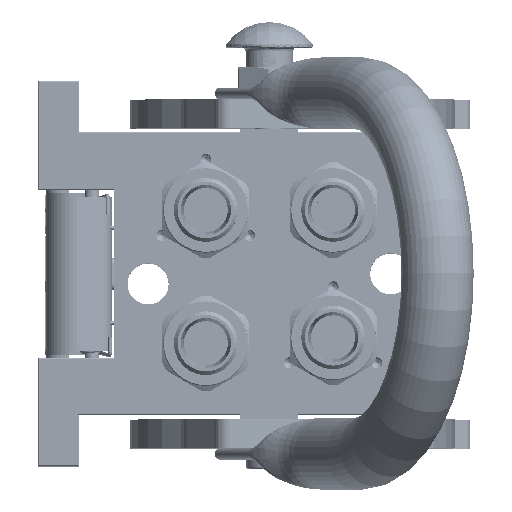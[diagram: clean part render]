
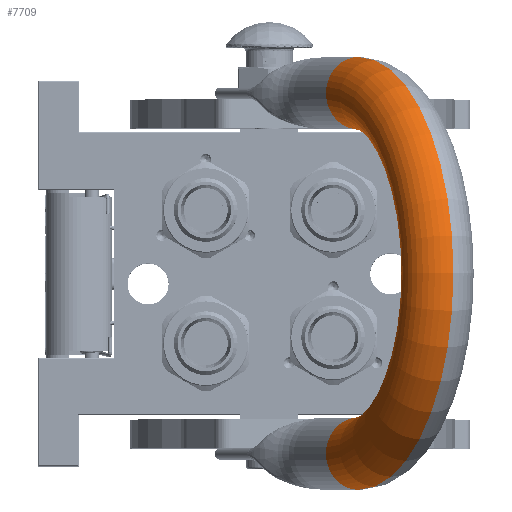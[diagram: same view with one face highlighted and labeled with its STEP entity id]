
A CAD part, top view. The second image highlights one B-rep face of the part: STEP entity #7709.
In plain terms, the highlighted toroidal (fillet/blend) face has major radius 62.25 mm and minor radius 12.5 mm.
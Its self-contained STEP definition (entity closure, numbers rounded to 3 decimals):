
#63 = EDGE_CURVE ( 'NONE', #9286, #8879, #59779, .T. ) ;
#1083 = FACE_OUTER_BOUND ( 'NONE', #63198, .T. ) ;
#1120 = DIRECTION ( 'NONE',  ( -1., 0., 0. ) ) ;
#1945 = DIRECTION ( 'NONE',  ( 1., 0., 0. ) ) ;
#7709 = ADVANCED_FACE ( 'NONE', ( #1083 ), #40766, .T. ) ;
#8879 = VERTEX_POINT ( 'NONE', #73636 ) ;
#9286 = VERTEX_POINT ( 'NONE', #105567 ) ;
#13247 = DIRECTION ( 'NONE',  ( 0., 0., -1. ) ) ;
#19925 = ORIENTED_EDGE ( 'NONE', *, *, #102838, .F. ) ;
#21558 = DIRECTION ( 'NONE',  ( 0., 1., 0. ) ) ;
#28783 = ORIENTED_EDGE ( 'NONE', *, *, #88349, .T. ) ;
#29670 = CARTESIAN_POINT ( 'NONE',  ( 0., 0., 25.25 ) ) ;
#30094 = DIRECTION ( 'NONE',  ( 0., 1., 0. ) ) ;
#32471 = AXIS2_PLACEMENT_3D ( 'NONE', #108016, #117422, #88809 ) ;
#36616 = AXIS2_PLACEMENT_3D ( 'NONE', #41893, #13247, #82283 ) ;
#40766 = TOROIDAL_SURFACE ( 'NONE', #93621, 62.25, 12.5 ) ;
#41893 = CARTESIAN_POINT ( 'NONE',  ( 62.25, 0., 25.25 ) ) ;
#46802 = CIRCLE ( 'NONE', #36616, 12.5 ) ;
#48399 = AXIS2_PLACEMENT_3D ( 'NONE', #107097, #108360, #59813 ) ;
#54038 = VERTEX_POINT ( 'NONE', #115052 ) ;
#54208 = ORIENTED_EDGE ( 'NONE', *, *, #108235, .F. ) ;
#59779 = CIRCLE ( 'NONE', #97132, 49.75 ) ;
#59813 = DIRECTION ( 'NONE',  ( -1., 0., 0. ) ) ;
#60397 = CARTESIAN_POINT ( 'NONE',  ( 0., 0., 25.25 ) ) ;
#61215 = CIRCLE ( 'NONE', #32471, 12.5 ) ;
#63198 = EDGE_LOOP ( 'NONE', ( #97768, #54208, #19925, #28783 ) ) ;
#67771 = CARTESIAN_POINT ( 'NONE',  ( 74.75, 0., 25.25 ) ) ;
#73636 = CARTESIAN_POINT ( 'NONE',  ( 49.75, 0., 25.25 ) ) ;
#77420 = VERTEX_POINT ( 'NONE', #67771 ) ;
#82283 = DIRECTION ( 'NONE',  ( 1., 0., 0. ) ) ;
#88349 = EDGE_CURVE ( 'NONE', #54038, #9286, #61215, .T. ) ;
#88809 = DIRECTION ( 'NONE',  ( -1., 0., 0. ) ) ;
#92441 = CIRCLE ( 'NONE', #48399, 74.75 ) ;
#93621 = AXIS2_PLACEMENT_3D ( 'NONE', #60397, #21558, #1945 ) ;
#97132 = AXIS2_PLACEMENT_3D ( 'NONE', #29670, #30094, #1120 ) ;
#97768 = ORIENTED_EDGE ( 'NONE', *, *, #63, .T. ) ;
#102838 = EDGE_CURVE ( 'NONE', #54038, #77420, #92441, .T. ) ;
#105567 = CARTESIAN_POINT ( 'NONE',  ( -49.75, 0., 25.25 ) ) ;
#107097 = CARTESIAN_POINT ( 'NONE',  ( 0., 0., 25.25 ) ) ;
#108016 = CARTESIAN_POINT ( 'NONE',  ( -62.25, 0., 25.25 ) ) ;
#108235 = EDGE_CURVE ( 'NONE', #77420, #8879, #46802, .T. ) ;
#108360 = DIRECTION ( 'NONE',  ( 0., 1., 0. ) ) ;
#115052 = CARTESIAN_POINT ( 'NONE',  ( -74.75, 0., 25.25 ) ) ;
#117422 = DIRECTION ( 'NONE',  ( 0., 0., 1. ) ) ;
